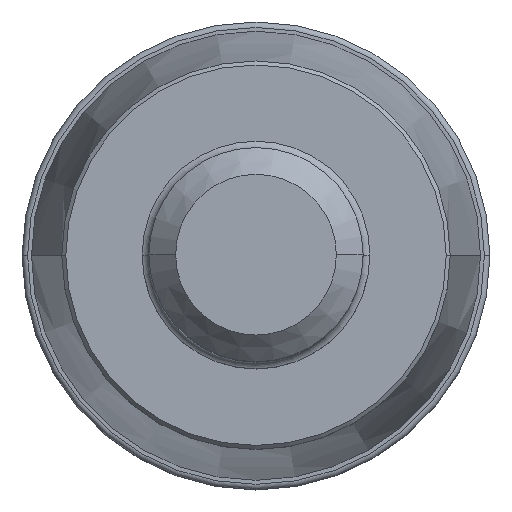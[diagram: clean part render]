
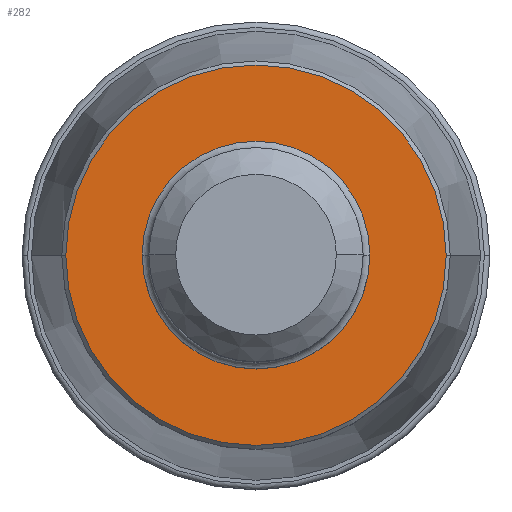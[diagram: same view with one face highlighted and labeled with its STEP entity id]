
A CAD part, top view. The second image highlights one B-rep face of the part: STEP entity #282.
In plain terms, the highlighted planar face has unit normal (0, 0, 1).
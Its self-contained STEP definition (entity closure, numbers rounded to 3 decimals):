
#158=PLANE('',#2141);
#166=FACE_BOUND('',#519,.T.);
#167=FACE_BOUND('',#520,.T.);
#282=ADVANCED_FACE('',(#166,#167),#158,.F.);
#519=EDGE_LOOP('',(#940,#941));
#520=EDGE_LOOP('',(#942,#943));
#940=ORIENTED_EDGE('',*,*,#1340,.F.);
#941=ORIENTED_EDGE('',*,*,#1343,.F.);
#942=ORIENTED_EDGE('',*,*,#1344,.F.);
#943=ORIENTED_EDGE('',*,*,#1345,.F.);
#1122=VERTEX_POINT('',#4048);
#1123=VERTEX_POINT('',#4049);
#1124=VERTEX_POINT('',#4056);
#1125=VERTEX_POINT('',#4057);
#1340=EDGE_CURVE('',#1122,#1123,#1632,.T.);
#1343=EDGE_CURVE('',#1123,#1122,#1633,.T.);
#1344=EDGE_CURVE('',#1124,#1125,#1634,.T.);
#1345=EDGE_CURVE('',#1125,#1124,#1635,.T.);
#1632=CIRCLE('',#2135,14.2);
#1633=CIRCLE('',#2137,14.2);
#1634=CIRCLE('',#2139,8.3);
#1635=CIRCLE('',#2140,8.3);
#2135=AXIS2_PLACEMENT_3D('',#4047,#2625,#2626);
#2137=AXIS2_PLACEMENT_3D('',#4053,#2631,#2632);
#2139=AXIS2_PLACEMENT_3D('',#4055,#2635,#2636);
#2140=AXIS2_PLACEMENT_3D('',#4058,#2637,#2638);
#2141=AXIS2_PLACEMENT_3D('',#4059,#2639,#2640);
#2625=DIRECTION('',(0.,0.,-1.));
#2626=DIRECTION('',(-1.,0.,0.));
#2631=DIRECTION('',(0.,0.,-1.));
#2632=DIRECTION('',(1.,0.,0.));
#2635=DIRECTION('',(0.,0.,1.));
#2636=DIRECTION('',(-1.,0.,0.));
#2637=DIRECTION('',(0.,0.,1.));
#2638=DIRECTION('',(1.,0.,0.));
#2639=DIRECTION('',(0.,0.,-1.));
#2640=DIRECTION('',(1.,0.,0.));
#4047=CARTESIAN_POINT('',(0.,0.,0.));
#4048=CARTESIAN_POINT('',(-14.2,0.,0.));
#4049=CARTESIAN_POINT('',(14.2,0.,0.));
#4053=CARTESIAN_POINT('',(0.,0.,0.));
#4055=CARTESIAN_POINT('',(0.,0.,0.));
#4056=CARTESIAN_POINT('',(-8.3,0.,0.));
#4057=CARTESIAN_POINT('',(8.3,0.,0.));
#4058=CARTESIAN_POINT('',(0.,0.,0.));
#4059=CARTESIAN_POINT('',(0.,0.,0.));
